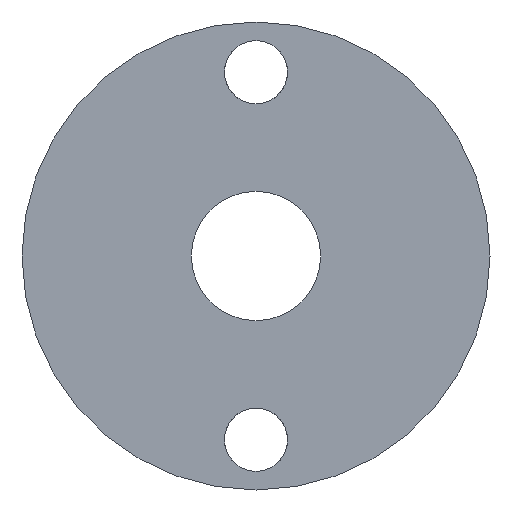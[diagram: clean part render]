
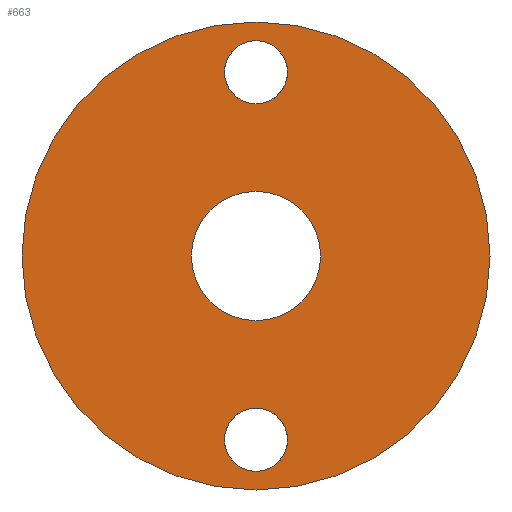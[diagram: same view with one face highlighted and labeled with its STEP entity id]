
A CAD part, front view. The second image highlights one B-rep face of the part: STEP entity #663.
In plain terms, the highlighted planar face has unit normal (0, -1, 0).
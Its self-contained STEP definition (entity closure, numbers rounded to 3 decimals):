
#22=FACE_BOUND('',#116,.T.);
#23=FACE_BOUND('',#117,.T.);
#24=FACE_BOUND('',#118,.T.);
#44=PLANE('',#760);
#78=FACE_OUTER_BOUND('',#115,.T.);
#115=EDGE_LOOP('',(#613));
#116=EDGE_LOOP('',(#614));
#117=EDGE_LOOP('',(#615));
#118=EDGE_LOOP('',(#616));
#258=CIRCLE('',#746,2.2);
#259=CIRCLE('',#748,2.2);
#261=CIRCLE('',#751,4.5);
#264=CIRCLE('',#759,16.3);
#322=VERTEX_POINT('',#1129);
#323=VERTEX_POINT('',#1133);
#324=VERTEX_POINT('',#1165);
#328=VERTEX_POINT('',#1212);
#411=EDGE_CURVE('',#322,#322,#258,.T.);
#413=EDGE_CURVE('',#323,#323,#259,.T.);
#416=EDGE_CURVE('',#324,#324,#261,.T.);
#424=EDGE_CURVE('',#328,#328,#264,.T.);
#613=ORIENTED_EDGE('',*,*,#424,.F.);
#614=ORIENTED_EDGE('',*,*,#411,.T.);
#615=ORIENTED_EDGE('',*,*,#413,.T.);
#616=ORIENTED_EDGE('',*,*,#416,.T.);
#663=ADVANCED_FACE('',(#78,#22,#23,#24),#44,.F.);
#746=AXIS2_PLACEMENT_3D('',#1131,#930,#931);
#748=AXIS2_PLACEMENT_3D('',#1135,#935,#936);
#751=AXIS2_PLACEMENT_3D('',#1167,#941,#942);
#759=AXIS2_PLACEMENT_3D('',#1214,#960,#961);
#760=AXIS2_PLACEMENT_3D('',#1215,#962,#963);
#930=DIRECTION('center_axis',(0.,1.,0.));
#931=DIRECTION('ref_axis',(1.,0.,0.));
#935=DIRECTION('center_axis',(0.,1.,0.));
#936=DIRECTION('ref_axis',(1.,0.,0.));
#941=DIRECTION('center_axis',(0.,1.,0.));
#942=DIRECTION('ref_axis',(1.,0.,0.));
#960=DIRECTION('center_axis',(0.,1.,0.));
#961=DIRECTION('ref_axis',(-1.,0.,0.));
#962=DIRECTION('center_axis',(0.,1.,0.));
#963=DIRECTION('ref_axis',(0.,0.,1.));
#1129=CARTESIAN_POINT('',(-2.2,0.,12.8));
#1131=CARTESIAN_POINT('Origin',(0.,0.,12.8));
#1133=CARTESIAN_POINT('',(-2.2,0.,-12.8));
#1135=CARTESIAN_POINT('Origin',(0.,0.,-12.8));
#1165=CARTESIAN_POINT('',(0.,0.,4.5));
#1167=CARTESIAN_POINT('Origin',(0.,0.,0.));
#1212=CARTESIAN_POINT('',(16.3,0.,0.));
#1214=CARTESIAN_POINT('Origin',(0.,0.,0.));
#1215=CARTESIAN_POINT('Origin',(0.,0.,0.));
